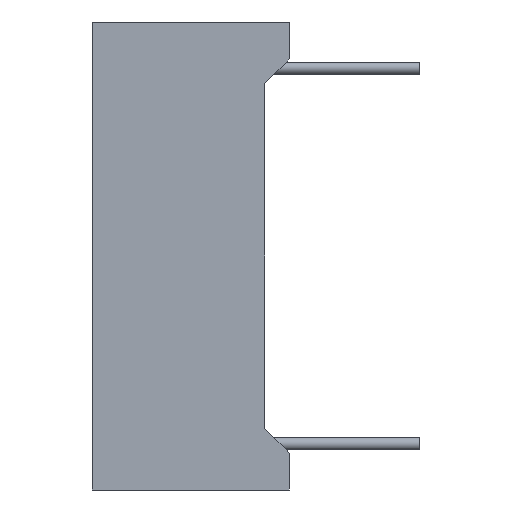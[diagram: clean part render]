
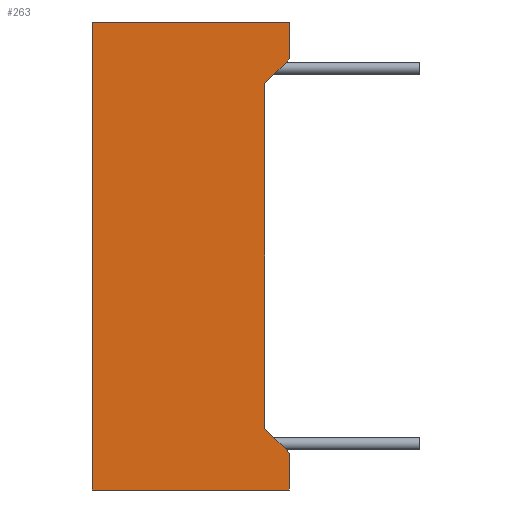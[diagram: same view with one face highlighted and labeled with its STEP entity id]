
A CAD part, left-side view. The second image highlights one B-rep face of the part: STEP entity #263.
In plain terms, the highlighted planar face has unit normal (-1, 0, 0).
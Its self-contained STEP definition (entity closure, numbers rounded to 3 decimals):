
#118 = CARTESIAN_POINT ( 'NONE',  ( -18.8, -8., 8. ) ) ;
#157 = VERTEX_POINT ( 'NONE', #4324 ) ;
#191 = CARTESIAN_POINT ( 'NONE',  ( -18.8, -7., 7. ) ) ;
#263 = ADVANCED_FACE ( 'NONE', ( #5704 ), #415, .T. ) ;
#316 = DIRECTION ( 'NONE',  ( 0., 0., 1. ) ) ;
#415 = PLANE ( 'NONE',  #2868 ) ;
#461 = VERTEX_POINT ( 'NONE', #5144 ) ;
#764 = CARTESIAN_POINT ( 'NONE',  ( -18.8, -8., 9.5 ) ) ;
#799 = VECTOR ( 'NONE', #6805, 1000. ) ;
#923 = CARTESIAN_POINT ( 'NONE',  ( -18.8, -8., -8. ) ) ;
#942 = LINE ( 'NONE', #5101, #6051 ) ;
#1028 = LINE ( 'NONE', #1837, #6660 ) ;
#1100 = DIRECTION ( 'NONE',  ( 0., 0., 1. ) ) ;
#1161 = LINE ( 'NONE', #5974, #5071 ) ;
#1210 = ORIENTED_EDGE ( 'NONE', *, *, #2897, .F. ) ;
#1738 = VERTEX_POINT ( 'NONE', #764 ) ;
#1773 = CARTESIAN_POINT ( 'NONE',  ( -18.8, -8., -9.5 ) ) ;
#1837 = CARTESIAN_POINT ( 'NONE',  ( -18.8, -8., 9.5 ) ) ;
#2011 = LINE ( 'NONE', #3807, #799 ) ;
#2267 = VECTOR ( 'NONE', #5806, 1000. ) ;
#2409 = EDGE_CURVE ( 'NONE', #4220, #2940, #4040, .T. ) ;
#2412 = ORIENTED_EDGE ( 'NONE', *, *, #5816, .F. ) ;
#2724 = ORIENTED_EDGE ( 'NONE', *, *, #6133, .T. ) ;
#2779 = ORIENTED_EDGE ( 'NONE', *, *, #5402, .T. ) ;
#2789 = ORIENTED_EDGE ( 'NONE', *, *, #5305, .T. ) ;
#2868 = AXIS2_PLACEMENT_3D ( 'NONE', #3336, #2936, #5124 ) ;
#2897 = EDGE_CURVE ( 'NONE', #461, #6885, #3552, .T. ) ;
#2904 = ORIENTED_EDGE ( 'NONE', *, *, #2409, .T. ) ;
#2936 = DIRECTION ( 'NONE',  ( -1., 0., 0. ) ) ;
#2940 = VERTEX_POINT ( 'NONE', #118 ) ;
#3103 = VERTEX_POINT ( 'NONE', #7452 ) ;
#3336 = CARTESIAN_POINT ( 'NONE',  ( -18.8, -8., -9.5 ) ) ;
#3532 = VECTOR ( 'NONE', #1100, 1000. ) ;
#3552 = LINE ( 'NONE', #5949, #5775 ) ;
#3807 = CARTESIAN_POINT ( 'NONE',  ( -18.8, -7., -7. ) ) ;
#3818 = VERTEX_POINT ( 'NONE', #923 ) ;
#4040 = LINE ( 'NONE', #5271, #2267 ) ;
#4099 = EDGE_CURVE ( 'NONE', #461, #3818, #7120, .T. ) ;
#4220 = VERTEX_POINT ( 'NONE', #6836 ) ;
#4324 = CARTESIAN_POINT ( 'NONE',  ( -18.8, -7., -7. ) ) ;
#4372 = ORIENTED_EDGE ( 'NONE', *, *, #4736, .T. ) ;
#4736 = EDGE_CURVE ( 'NONE', #2940, #1738, #1161, .T. ) ;
#5071 = VECTOR ( 'NONE', #5939, 1000. ) ;
#5101 = CARTESIAN_POINT ( 'NONE',  ( -18.8, 0., -9.5 ) ) ;
#5124 = DIRECTION ( 'NONE',  ( 0., 0., 1. ) ) ;
#5144 = CARTESIAN_POINT ( 'NONE',  ( -18.8, -8., -9.5 ) ) ;
#5271 = CARTESIAN_POINT ( 'NONE',  ( -18.8, -8., 8. ) ) ;
#5305 = EDGE_CURVE ( 'NONE', #1738, #3103, #1028, .T. ) ;
#5402 = EDGE_CURVE ( 'NONE', #3818, #157, #2011, .T. ) ;
#5483 = EDGE_LOOP ( 'NONE', ( #2779, #2724, #2904, #4372, #2789, #2412, #1210, #5835 ) ) ;
#5562 = LINE ( 'NONE', #191, #6691 ) ;
#5704 = FACE_OUTER_BOUND ( 'NONE', #5483, .T. ) ;
#5775 = VECTOR ( 'NONE', #6562, 1000. ) ;
#5806 = DIRECTION ( 'NONE',  ( 0., -0.707, 0.707 ) ) ;
#5816 = EDGE_CURVE ( 'NONE', #6885, #3103, #942, .T. ) ;
#5817 = DIRECTION ( 'NONE',  ( 0., 0., 1. ) ) ;
#5835 = ORIENTED_EDGE ( 'NONE', *, *, #4099, .T. ) ;
#5939 = DIRECTION ( 'NONE',  ( 0., 0., 1. ) ) ;
#5949 = CARTESIAN_POINT ( 'NONE',  ( -18.8, -8., -9.5 ) ) ;
#5974 = CARTESIAN_POINT ( 'NONE',  ( -18.8, -8., -9.5 ) ) ;
#6051 = VECTOR ( 'NONE', #316, 1000. ) ;
#6133 = EDGE_CURVE ( 'NONE', #157, #4220, #5562, .T. ) ;
#6397 = CARTESIAN_POINT ( 'NONE',  ( -18.8, 0., -9.5 ) ) ;
#6562 = DIRECTION ( 'NONE',  ( 0., 1., 0. ) ) ;
#6660 = VECTOR ( 'NONE', #7152, 1000. ) ;
#6691 = VECTOR ( 'NONE', #5817, 1000. ) ;
#6805 = DIRECTION ( 'NONE',  ( 0., 0.707, 0.707 ) ) ;
#6836 = CARTESIAN_POINT ( 'NONE',  ( -18.8, -7., 7. ) ) ;
#6885 = VERTEX_POINT ( 'NONE', #6397 ) ;
#7120 = LINE ( 'NONE', #1773, #3532 ) ;
#7152 = DIRECTION ( 'NONE',  ( 0., 1., 0. ) ) ;
#7452 = CARTESIAN_POINT ( 'NONE',  ( -18.8, 0., 9.5 ) ) ;
